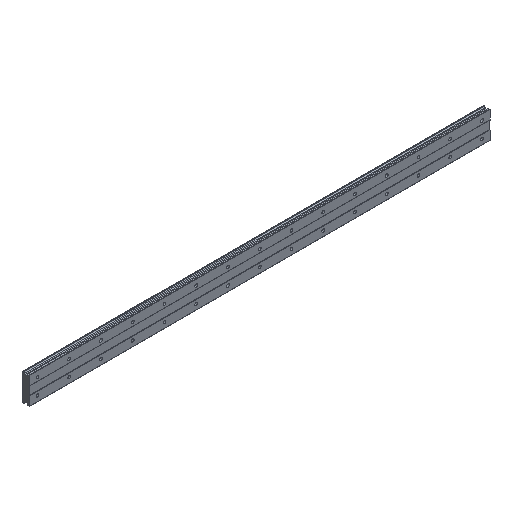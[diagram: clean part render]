
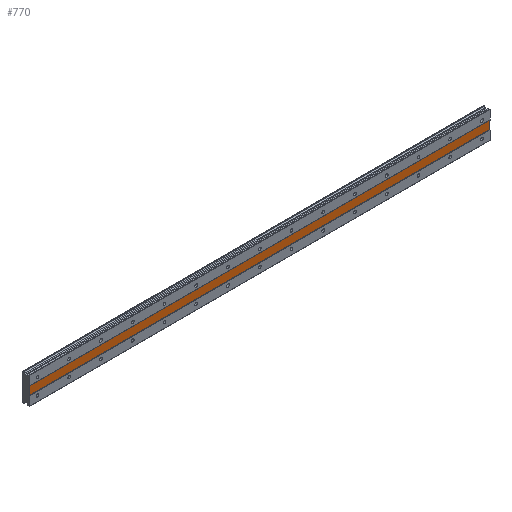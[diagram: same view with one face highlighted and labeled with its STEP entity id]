
A CAD part, isometric view. The second image highlights one B-rep face of the part: STEP entity #770.
In plain terms, the highlighted planar face has unit normal (0, -1, 0).
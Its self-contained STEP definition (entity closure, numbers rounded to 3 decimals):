
#398 = CARTESIAN_POINT ( 'NONE',  ( 1140., 1., 10. ) ) ;
#481 = DIRECTION ( 'NONE',  ( 0., 1., 0. ) ) ;
#517 = VECTOR ( 'NONE', #2523, 1000. ) ;
#524 = EDGE_CURVE ( 'NONE', #2956, #2824, #1474, .T. ) ;
#770 = ADVANCED_FACE ( 'NONE', ( #1764 ), #5309, .F. ) ;
#963 = ORIENTED_EDGE ( 'NONE', *, *, #1736, .T. ) ;
#1257 = DIRECTION ( 'NONE',  ( 1., 0., 0. ) ) ;
#1289 = VECTOR ( 'NONE', #1257, 1000. ) ;
#1474 = LINE ( 'NONE', #5051, #2920 ) ;
#1662 = VERTEX_POINT ( 'NONE', #2404 ) ;
#1675 = EDGE_LOOP ( 'NONE', ( #5555, #3659, #5476, #963 ) ) ;
#1683 = CARTESIAN_POINT ( 'NONE',  ( 1140., 1., -10. ) ) ;
#1736 = EDGE_CURVE ( 'NONE', #1662, #4539, #2806, .T. ) ;
#1764 = FACE_OUTER_BOUND ( 'NONE', #1675, .T. ) ;
#2088 = AXIS2_PLACEMENT_3D ( 'NONE', #4449, #481, #3590 ) ;
#2404 = CARTESIAN_POINT ( 'NONE',  ( -20., 1., 10. ) ) ;
#2447 = CARTESIAN_POINT ( 'NONE',  ( -20., 1., -10. ) ) ;
#2509 = LINE ( 'NONE', #3427, #5529 ) ;
#2523 = DIRECTION ( 'NONE',  ( 0., 0., -1. ) ) ;
#2806 = LINE ( 'NONE', #2987, #517 ) ;
#2824 = VERTEX_POINT ( 'NONE', #1683 ) ;
#2920 = VECTOR ( 'NONE', #3269, 1000. ) ;
#2956 = VERTEX_POINT ( 'NONE', #398 ) ;
#2987 = CARTESIAN_POINT ( 'NONE',  ( -20., 1., 34.482 ) ) ;
#3269 = DIRECTION ( 'NONE',  ( 0., 0., -1. ) ) ;
#3427 = CARTESIAN_POINT ( 'NONE',  ( 1140., 1., -10. ) ) ;
#3434 = LINE ( 'NONE', #5187, #1289 ) ;
#3590 = DIRECTION ( 'NONE',  ( 0., 0., 1. ) ) ;
#3659 = ORIENTED_EDGE ( 'NONE', *, *, #524, .F. ) ;
#4449 = CARTESIAN_POINT ( 'NONE',  ( 1140., 1., 10. ) ) ;
#4525 = EDGE_CURVE ( 'NONE', #1662, #2956, #3434, .T. ) ;
#4539 = VERTEX_POINT ( 'NONE', #2447 ) ;
#4746 = EDGE_CURVE ( 'NONE', #4539, #2824, #2509, .T. ) ;
#5051 = CARTESIAN_POINT ( 'NONE',  ( 1140., 1., 34.482 ) ) ;
#5181 = DIRECTION ( 'NONE',  ( 1., 0., 0. ) ) ;
#5187 = CARTESIAN_POINT ( 'NONE',  ( 1140., 1., 10. ) ) ;
#5309 = PLANE ( 'NONE',  #2088 ) ;
#5476 = ORIENTED_EDGE ( 'NONE', *, *, #4525, .F. ) ;
#5529 = VECTOR ( 'NONE', #5181, 1000. ) ;
#5555 = ORIENTED_EDGE ( 'NONE', *, *, #4746, .T. ) ;
